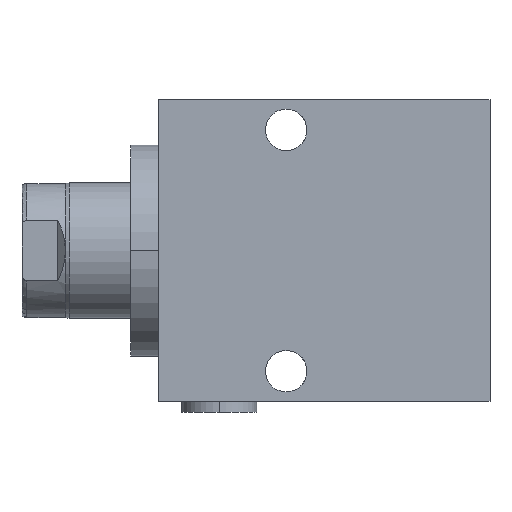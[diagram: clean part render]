
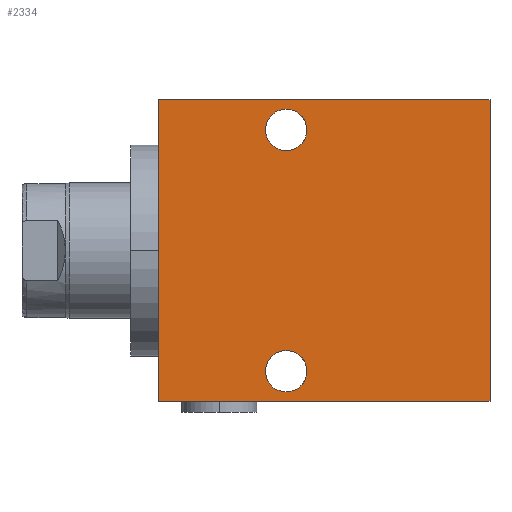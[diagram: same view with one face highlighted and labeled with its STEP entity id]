
A CAD part, front view. The second image highlights one B-rep face of the part: STEP entity #2334.
In plain terms, the highlighted planar face has unit normal (0, -1, 0).
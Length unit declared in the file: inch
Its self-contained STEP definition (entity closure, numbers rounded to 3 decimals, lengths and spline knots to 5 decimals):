
#484=DIRECTION('',(0.,0.,-1.));
#485=VECTOR('',#484,2.5);
#486=CARTESIAN_POINT('',(0.,-1.,1.25));
#487=LINE('',#486,#485);
#641=DIRECTION('',(1.,0.,0.));
#642=VECTOR('',#641,2.745);
#643=CARTESIAN_POINT('',(0.,-1.,1.25));
#644=LINE('',#643,#642);
#648=CARTESIAN_POINT('',(1.055,-1.,1.));
#649=DIRECTION('',(0.,-1.,0.));
#650=DIRECTION('',(1.,0.,0.));
#651=AXIS2_PLACEMENT_3D('',#648,#649,#650);
#656=CARTESIAN_POINT('',(1.055,-1.,1.));
#657=DIRECTION('',(0.,-1.,0.));
#658=DIRECTION('',(-1.,0.,0.));
#659=AXIS2_PLACEMENT_3D('',#656,#657,#658);
#664=CARTESIAN_POINT('',(1.055,-1.,-1.));
#665=DIRECTION('',(0.,-1.,0.));
#666=DIRECTION('',(1.,0.,0.));
#667=AXIS2_PLACEMENT_3D('',#664,#665,#666);
#672=CARTESIAN_POINT('',(1.055,-1.,-1.));
#673=DIRECTION('',(0.,-1.,0.));
#674=DIRECTION('',(-1.,0.,0.));
#675=AXIS2_PLACEMENT_3D('',#672,#673,#674);
#701=DIRECTION('',(0.,0.,-1.));
#702=VECTOR('',#701,2.5);
#703=CARTESIAN_POINT('',(2.745,-1.,1.25));
#704=LINE('',#703,#702);
#756=DIRECTION('',(1.,0.,0.));
#757=VECTOR('',#756,2.745);
#758=CARTESIAN_POINT('',(0.,-1.,-1.25));
#759=LINE('',#758,#757);
#1499=CARTESIAN_POINT('',(0.,-1.,1.25));
#1501=VERTEX_POINT('',#1499);
#1502=CARTESIAN_POINT('',(0.,-1.,-1.25));
#1503=VERTEX_POINT('',#1502);
#1507=CARTESIAN_POINT('',(2.745,-1.,1.25));
#1509=VERTEX_POINT('',#1507);
#1510=CARTESIAN_POINT('',(2.745,-1.,-1.25));
#1511=VERTEX_POINT('',#1510);
#1522=CARTESIAN_POINT('',(1.227,-1.,1.));
#1523=CARTESIAN_POINT('',(0.883,-1.,1.));
#1524=VERTEX_POINT('',#1522);
#1525=VERTEX_POINT('',#1523);
#1538=CARTESIAN_POINT('',(1.227,-1.,-1.));
#1539=CARTESIAN_POINT('',(0.883,-1.,-1.));
#1540=VERTEX_POINT('',#1538);
#1541=VERTEX_POINT('',#1539);
#2310=CARTESIAN_POINT('',(0.,-1.,1.25));
#2311=DIRECTION('',(0.,-1.,0.));
#2312=DIRECTION('',(0.,0.,-1.));
#2313=AXIS2_PLACEMENT_3D('',#2310,#2311,#2312);
#2314=PLANE('',#2313);
#2315=ORIENTED_EDGE('',*,*,#2212,.F.);
#2316=ORIENTED_EDGE('',*,*,#2248,.T.);
#2318=ORIENTED_EDGE('',*,*,#2317,.T.);
#2320=ORIENTED_EDGE('',*,*,#2319,.F.);
#2321=EDGE_LOOP('',(#2315,#2316,#2318,#2320));
#2322=FACE_OUTER_BOUND('',#2321,.F.);
#2323=ORIENTED_EDGE('',*,*,#2292,.T.);
#2325=ORIENTED_EDGE('',*,*,#2324,.T.);
#2326=EDGE_LOOP('',(#2323,#2325));
#2327=FACE_BOUND('',#2326,.F.);
#2329=ORIENTED_EDGE('',*,*,#2328,.T.);
#2331=ORIENTED_EDGE('',*,*,#2330,.T.);
#2332=EDGE_LOOP('',(#2329,#2331));
#2333=FACE_BOUND('',#2332,.F.);
#2334=ADVANCED_FACE('',(#2322,#2327,#2333),#2314,.T.);
#652=CIRCLE('',#651,0.172);
#660=CIRCLE('',#659,0.172);
#668=CIRCLE('',#667,0.172);
#676=CIRCLE('',#675,0.172);
#2212=EDGE_CURVE('',#1501,#1503,#487,.T.);
#2248=EDGE_CURVE('',#1501,#1509,#644,.T.);
#2292=EDGE_CURVE('',#1524,#1525,#652,.T.);
#2317=EDGE_CURVE('',#1509,#1511,#704,.T.);
#2319=EDGE_CURVE('',#1503,#1511,#759,.T.);
#2324=EDGE_CURVE('',#1525,#1524,#660,.T.);
#2328=EDGE_CURVE('',#1540,#1541,#668,.T.);
#2330=EDGE_CURVE('',#1541,#1540,#676,.T.);
